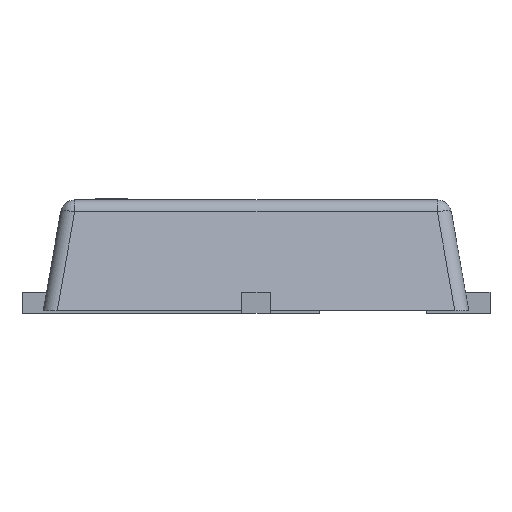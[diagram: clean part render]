
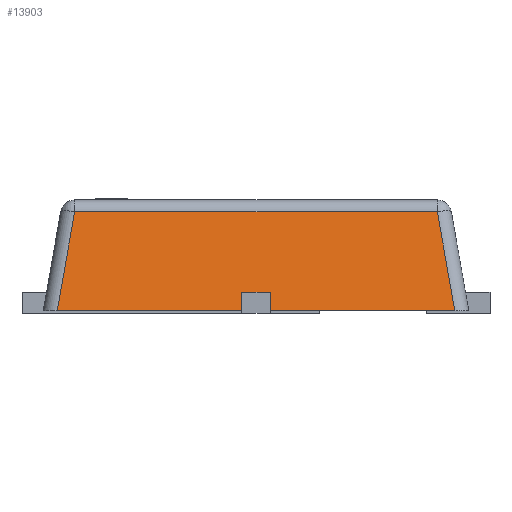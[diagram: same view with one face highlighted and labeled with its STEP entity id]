
A CAD part, left-side view. The second image highlights one B-rep face of the part: STEP entity #13903.
In plain terms, the highlighted planar face has unit normal (-0.985, 0, 0.174).
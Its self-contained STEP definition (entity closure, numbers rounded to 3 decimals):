
#70 = CARTESIAN_POINT ( 'NONE',  ( -1.575, -1.402, 0.02 ) ) ;
#162 = PLANE ( 'NONE',  #7652 ) ;
#284 = DIRECTION ( 'NONE',  ( 0., -1., 0. ) ) ;
#1214 = VECTOR ( 'NONE', #1505, 1000. ) ;
#1505 = DIRECTION ( 'NONE',  ( -0.171, 0.171, -0.97 ) ) ;
#2534 = DIRECTION ( 'NONE',  ( 0.171, 0.171, 0.97 ) ) ;
#2557 = ORIENTED_EDGE ( 'NONE', *, *, #4774, .T. ) ;
#2644 = ORIENTED_EDGE ( 'NONE', *, *, #10971, .T. ) ;
#2731 = DIRECTION ( 'NONE',  ( -0.985, 0., 0.174 ) ) ;
#3297 = CARTESIAN_POINT ( 'NONE',  ( -1.452, -1.279, 0.717 ) ) ;
#3565 = VERTEX_POINT ( 'NONE', #3297 ) ;
#3666 = CARTESIAN_POINT ( 'NONE',  ( -1.575, 1.5, 0.02 ) ) ;
#3802 = VERTEX_POINT ( 'NONE', #4296 ) ;
#3864 = LINE ( 'NONE', #8151, #8647 ) ;
#4296 = CARTESIAN_POINT ( 'NONE',  ( -1.575, 1.402, 0.02 ) ) ;
#4325 = ORIENTED_EDGE ( 'NONE', *, *, #6804, .T. ) ;
#4424 = LINE ( 'NONE', #13395, #1214 ) ;
#4774 = EDGE_CURVE ( 'NONE', #10392, #3565, #3864, .T. ) ;
#6804 = EDGE_CURVE ( 'NONE', #3565, #10910, #8305, .T. ) ;
#7455 = CARTESIAN_POINT ( 'NONE',  ( -1.452, 1.362, 0.717 ) ) ;
#7652 = AXIS2_PLACEMENT_3D ( 'NONE', #3666, #2731, #9977 ) ;
#8151 = CARTESIAN_POINT ( 'NONE',  ( -1.49, -1.317, 0.502 ) ) ;
#8180 = EDGE_LOOP ( 'NONE', ( #4325, #2644, #10169, #2557 ) ) ;
#8305 = LINE ( 'NONE', #7455, #13347 ) ;
#8647 = VECTOR ( 'NONE', #2534, 1000. ) ;
#9494 = LINE ( 'NONE', #11111, #11051 ) ;
#9977 = DIRECTION ( 'NONE',  ( 0.174, 0., 0.985 ) ) ;
#10169 = ORIENTED_EDGE ( 'NONE', *, *, #11219, .T. ) ;
#10321 = FACE_OUTER_BOUND ( 'NONE', #8180, .T. ) ;
#10392 = VERTEX_POINT ( 'NONE', #70 ) ;
#10910 = VERTEX_POINT ( 'NONE', #14018 ) ;
#10971 = EDGE_CURVE ( 'NONE', #10910, #3802, #4424, .T. ) ;
#11051 = VECTOR ( 'NONE', #284, 1000. ) ;
#11111 = CARTESIAN_POINT ( 'NONE',  ( -1.575, 1.5, 0.02 ) ) ;
#11219 = EDGE_CURVE ( 'NONE', #3802, #10392, #9494, .T. ) ;
#13347 = VECTOR ( 'NONE', #13876, 1000. ) ;
#13395 = CARTESIAN_POINT ( 'NONE',  ( -1.578, 1.404, 0.004 ) ) ;
#13876 = DIRECTION ( 'NONE',  ( 0., 1., 0. ) ) ;
#13903 = ADVANCED_FACE ( 'NONE', ( #10321 ), #162, .T. ) ;
#14018 = CARTESIAN_POINT ( 'NONE',  ( -1.452, 1.279, 0.717 ) ) ;
